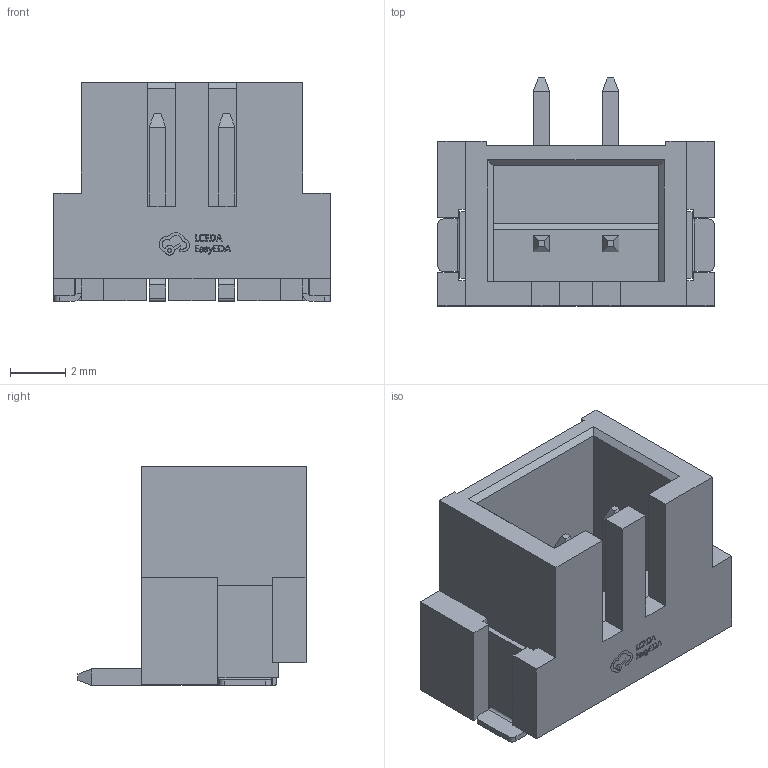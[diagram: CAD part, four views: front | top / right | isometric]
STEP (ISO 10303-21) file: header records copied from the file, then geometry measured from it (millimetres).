
FILE_DESCRIPTION (( 'STEP AP214' ), '1' );
FILE_NAME ('CONN-SMD_2P-P2.50_A2502AWV-02-F1CA-R-X.step', '2022-07-29T12:41:08', ( '' ), ( '' ), 'SwSTEP 2.0', 'SolidWorks 2020', '' );
FILE_SCHEMA (( 'AUTOMOTIVE_DESIGN' ));
Length unit declared in the file: millimetre
Products named in the file (1): CONN-SMD_2P-P2.50_A2502AWV-02-F1CA-R-X
Bounding box: 10 x 8.25 x 7.92 mm (x, y, z)
Volume: 229.7 mm3; surface area: 551.1 mm2
Topology: 14 solids, 14 shells, 435 faces, 1156 edges, 760 vertices
Faces by surface type: plane 309, bspline 112, cylinder 14
Entity records: 19397 total; most frequent: CARTESIAN_POINT 4456, ORIENTED_EDGE 2312, DIRECTION 1604, EDGE_CURVE 1156, LINE 900, VECTOR 900, VERTEX_POINT 760, EDGE_LOOP 458
